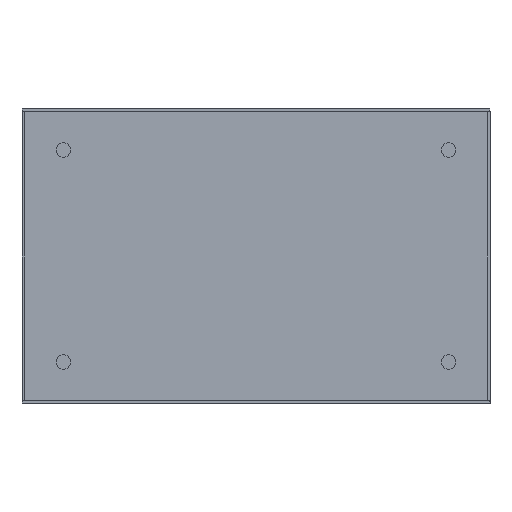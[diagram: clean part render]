
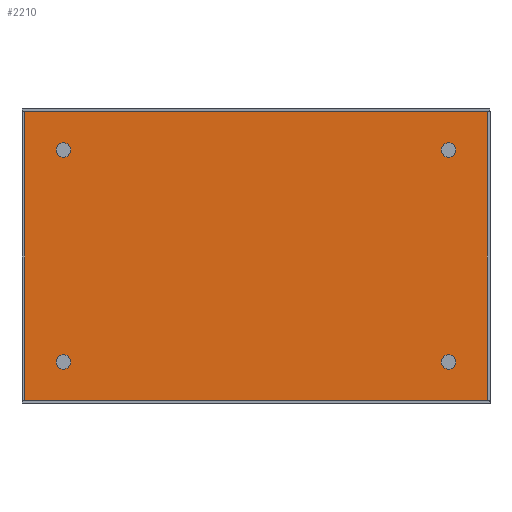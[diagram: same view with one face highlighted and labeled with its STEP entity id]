
A CAD part, front view. The second image highlights one B-rep face of the part: STEP entity #2210.
In plain terms, the highlighted planar face has unit normal (0, -1, 0).
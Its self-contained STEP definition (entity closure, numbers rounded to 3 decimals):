
#10 = CARTESIAN_POINT ( 'NONE',  ( 200., 0., 111.5 ) ) ;
#79 = EDGE_CURVE ( 'NONE', #3040, #2753, #2661, .T. ) ;
#97 = CIRCLE ( 'NONE', #1325, 1.5 ) ;
#237 = EDGE_CURVE ( 'NONE', #2743, #1031, #4025, .T. ) ;
#273 = ORIENTED_EDGE ( 'NONE', *, *, #4076, .T. ) ;
#286 = VECTOR ( 'NONE', #3532, 1000. ) ;
#311 = ORIENTED_EDGE ( 'NONE', *, *, #1603, .T. ) ;
#322 = DIRECTION ( 'NONE',  ( 0., 0., 1. ) ) ;
#331 = CARTESIAN_POINT ( 'NONE',  ( 200., 0., -110. ) ) ;
#339 = CARTESIAN_POINT ( 'NONE',  ( 200., 0., -111.5 ) ) ;
#393 = DIRECTION ( 'NONE',  ( 0., 1., 0. ) ) ;
#433 = AXIS2_PLACEMENT_3D ( 'NONE', #562, #571, #3574 ) ;
#485 = FACE_BOUND ( 'NONE', #1485, .T. ) ;
#562 = CARTESIAN_POINT ( 'NONE',  ( 0., 0., 0. ) ) ;
#571 = DIRECTION ( 'NONE',  ( 0., 1., 0. ) ) ;
#629 = ORIENTED_EDGE ( 'NONE', *, *, #1735, .T. ) ;
#684 = DIRECTION ( 'NONE',  ( 0., 0., 1. ) ) ;
#695 = ORIENTED_EDGE ( 'NONE', *, *, #4292, .T. ) ;
#753 = VECTOR ( 'NONE', #2775, 1000. ) ;
#754 = EDGE_LOOP ( 'NONE', ( #273, #2305 ) ) ;
#765 = EDGE_LOOP ( 'NONE', ( #3157, #1158 ) ) ;
#782 = AXIS2_PLACEMENT_3D ( 'NONE', #2330, #4329, #1640 ) ;
#823 = CARTESIAN_POINT ( 'NONE',  ( -240., 0., -150. ) ) ;
#911 = CARTESIAN_POINT ( 'NONE',  ( 240., 0., -150. ) ) ;
#1031 = VERTEX_POINT ( 'NONE', #3128 ) ;
#1043 = EDGE_CURVE ( 'NONE', #1712, #3724, #1222, .T. ) ;
#1087 = CARTESIAN_POINT ( 'NONE',  ( 240., 0., -150. ) ) ;
#1127 = AXIS2_PLACEMENT_3D ( 'NONE', #2438, #393, #2770 ) ;
#1149 = CARTESIAN_POINT ( 'NONE',  ( 200., 0., 108.5 ) ) ;
#1158 = ORIENTED_EDGE ( 'NONE', *, *, #79, .T. ) ;
#1173 = CARTESIAN_POINT ( 'NONE',  ( 240., 0., 150. ) ) ;
#1197 = FACE_BOUND ( 'NONE', #3326, .T. ) ;
#1222 = LINE ( 'NONE', #1173, #286 ) ;
#1325 = AXIS2_PLACEMENT_3D ( 'NONE', #331, #2717, #684 ) ;
#1339 = EDGE_CURVE ( 'NONE', #3724, #2095, #1659, .T. ) ;
#1358 = AXIS2_PLACEMENT_3D ( 'NONE', #4367, #2369, #322 ) ;
#1485 = EDGE_LOOP ( 'NONE', ( #311, #629 ) ) ;
#1533 = ORIENTED_EDGE ( 'NONE', *, *, #3072, .F. ) ;
#1557 = EDGE_CURVE ( 'NONE', #2753, #3040, #1920, .T. ) ;
#1603 = EDGE_CURVE ( 'NONE', #3700, #3778, #97, .T. ) ;
#1614 = DIRECTION ( 'NONE',  ( 0., 0., 1. ) ) ;
#1626 = ORIENTED_EDGE ( 'NONE', *, *, #237, .T. ) ;
#1640 = DIRECTION ( 'NONE',  ( 0., 0., 1. ) ) ;
#1644 = CARTESIAN_POINT ( 'NONE',  ( -240., 0., 150. ) ) ;
#1659 = LINE ( 'NONE', #1087, #753 ) ;
#1712 = VERTEX_POINT ( 'NONE', #2066 ) ;
#1735 = EDGE_CURVE ( 'NONE', #3778, #3700, #4075, .T. ) ;
#1763 = AXIS2_PLACEMENT_3D ( 'NONE', #3948, #2316, #4261 ) ;
#1844 = VERTEX_POINT ( 'NONE', #1149 ) ;
#1920 = CIRCLE ( 'NONE', #1358, 1.5 ) ;
#1944 = ORIENTED_EDGE ( 'NONE', *, *, #1339, .F. ) ;
#1975 = VECTOR ( 'NONE', #3504, 1000. ) ;
#2066 = CARTESIAN_POINT ( 'NONE',  ( 240., 0., 150. ) ) ;
#2095 = VERTEX_POINT ( 'NONE', #823 ) ;
#2132 = CIRCLE ( 'NONE', #782, 1.5 ) ;
#2210 = ADVANCED_FACE ( 'NONE', ( #1197, #485, #3380, #3753, #2864 ), #2260, .F. ) ;
#2260 = PLANE ( 'NONE',  #433 ) ;
#2305 = ORIENTED_EDGE ( 'NONE', *, *, #2419, .T. ) ;
#2316 = DIRECTION ( 'NONE',  ( 0., 1., 0. ) ) ;
#2330 = CARTESIAN_POINT ( 'NONE',  ( 200., 0., 110. ) ) ;
#2369 = DIRECTION ( 'NONE',  ( 0., 1., 0. ) ) ;
#2377 = CARTESIAN_POINT ( 'NONE',  ( -200., 0., -110. ) ) ;
#2391 = EDGE_LOOP ( 'NONE', ( #1533, #1944, #3059, #2719 ) ) ;
#2419 = EDGE_CURVE ( 'NONE', #1844, #4048, #2132, .T. ) ;
#2438 = CARTESIAN_POINT ( 'NONE',  ( 200., 0., -110. ) ) ;
#2462 = CARTESIAN_POINT ( 'NONE',  ( -200., 0., 108.5 ) ) ;
#2624 = CARTESIAN_POINT ( 'NONE',  ( -240., 0., 150. ) ) ;
#2657 = EDGE_CURVE ( 'NONE', #4191, #1712, #2957, .T. ) ;
#2661 = CIRCLE ( 'NONE', #3639, 1.5 ) ;
#2717 = DIRECTION ( 'NONE',  ( 0., 1., 0. ) ) ;
#2719 = ORIENTED_EDGE ( 'NONE', *, *, #2657, .F. ) ;
#2743 = VERTEX_POINT ( 'NONE', #4336 ) ;
#2753 = VERTEX_POINT ( 'NONE', #3048 ) ;
#2765 = CARTESIAN_POINT ( 'NONE',  ( 240., 0., 150. ) ) ;
#2770 = DIRECTION ( 'NONE',  ( 0., 0., 1. ) ) ;
#2775 = DIRECTION ( 'NONE',  ( -1., 0., 0. ) ) ;
#2840 = DIRECTION ( 'NONE',  ( 0., 0., 1. ) ) ;
#2864 = FACE_OUTER_BOUND ( 'NONE', #2391, .T. ) ;
#2957 = LINE ( 'NONE', #2765, #1975 ) ;
#2998 = CARTESIAN_POINT ( 'NONE',  ( -200., 0., 110. ) ) ;
#3040 = VERTEX_POINT ( 'NONE', #2462 ) ;
#3048 = CARTESIAN_POINT ( 'NONE',  ( -200., 0., 111.5 ) ) ;
#3059 = ORIENTED_EDGE ( 'NONE', *, *, #1043, .F. ) ;
#3072 = EDGE_CURVE ( 'NONE', #2095, #4191, #4266, .T. ) ;
#3099 = DIRECTION ( 'NONE',  ( 0., 0., 1. ) ) ;
#3113 = VECTOR ( 'NONE', #2840, 1000. ) ;
#3128 = CARTESIAN_POINT ( 'NONE',  ( -200., 0., -108.5 ) ) ;
#3134 = DIRECTION ( 'NONE',  ( 0., 1., 0. ) ) ;
#3157 = ORIENTED_EDGE ( 'NONE', *, *, #1557, .T. ) ;
#3226 = CIRCLE ( 'NONE', #1763, 1.5 ) ;
#3228 = DIRECTION ( 'NONE',  ( 0., 0., 1. ) ) ;
#3326 = EDGE_LOOP ( 'NONE', ( #695, #1626 ) ) ;
#3380 = FACE_BOUND ( 'NONE', #754, .T. ) ;
#3423 = DIRECTION ( 'NONE',  ( 0., 1., 0. ) ) ;
#3441 = AXIS2_PLACEMENT_3D ( 'NONE', #4147, #3471, #1614 ) ;
#3471 = DIRECTION ( 'NONE',  ( 0., 1., 0. ) ) ;
#3504 = DIRECTION ( 'NONE',  ( 1., 0., 0. ) ) ;
#3532 = DIRECTION ( 'NONE',  ( 0., 0., -1. ) ) ;
#3574 = DIRECTION ( 'NONE',  ( 0., 0., 1. ) ) ;
#3639 = AXIS2_PLACEMENT_3D ( 'NONE', #2998, #3134, #3228 ) ;
#3693 = AXIS2_PLACEMENT_3D ( 'NONE', #2377, #3423, #3099 ) ;
#3700 = VERTEX_POINT ( 'NONE', #3794 ) ;
#3724 = VERTEX_POINT ( 'NONE', #911 ) ;
#3753 = FACE_BOUND ( 'NONE', #765, .T. ) ;
#3778 = VERTEX_POINT ( 'NONE', #339 ) ;
#3794 = CARTESIAN_POINT ( 'NONE',  ( 200., 0., -108.5 ) ) ;
#3948 = CARTESIAN_POINT ( 'NONE',  ( 200., 0., 110. ) ) ;
#4025 = CIRCLE ( 'NONE', #3441, 1.5 ) ;
#4048 = VERTEX_POINT ( 'NONE', #10 ) ;
#4075 = CIRCLE ( 'NONE', #1127, 1.5 ) ;
#4076 = EDGE_CURVE ( 'NONE', #4048, #1844, #3226, .T. ) ;
#4147 = CARTESIAN_POINT ( 'NONE',  ( -200., 0., -110. ) ) ;
#4191 = VERTEX_POINT ( 'NONE', #2624 ) ;
#4261 = DIRECTION ( 'NONE',  ( 0., 0., 1. ) ) ;
#4266 = LINE ( 'NONE', #1644, #3113 ) ;
#4292 = EDGE_CURVE ( 'NONE', #1031, #2743, #4299, .T. ) ;
#4299 = CIRCLE ( 'NONE', #3693, 1.5 ) ;
#4329 = DIRECTION ( 'NONE',  ( 0., 1., 0. ) ) ;
#4336 = CARTESIAN_POINT ( 'NONE',  ( -200., 0., -111.5 ) ) ;
#4367 = CARTESIAN_POINT ( 'NONE',  ( -200., 0., 110. ) ) ;
